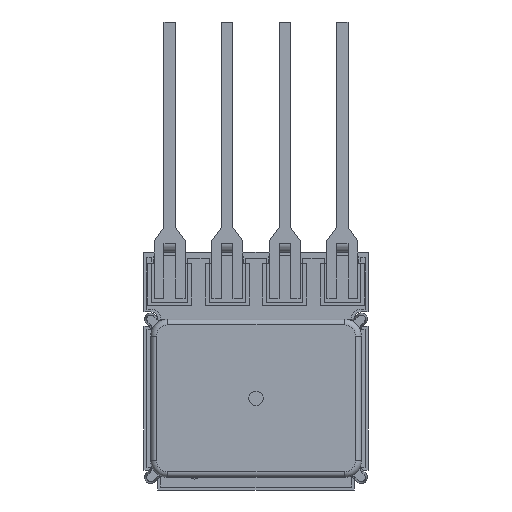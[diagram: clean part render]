
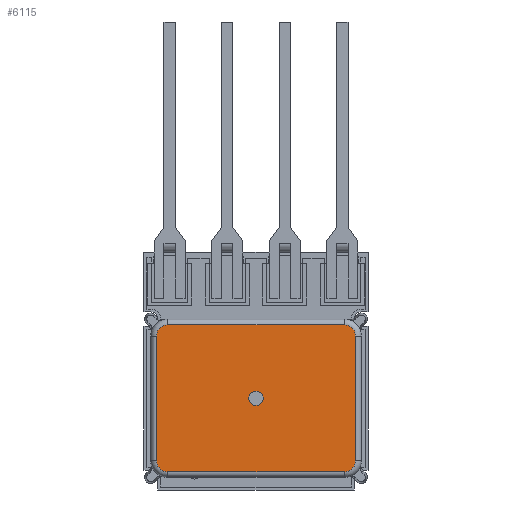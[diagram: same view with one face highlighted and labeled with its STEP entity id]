
A CAD part, front view. The second image highlights one B-rep face of the part: STEP entity #6115.
In plain terms, the highlighted face is planar.
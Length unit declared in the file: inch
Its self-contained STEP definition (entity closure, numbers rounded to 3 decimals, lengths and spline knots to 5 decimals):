
#152 = CARTESIAN_POINT ( 'NONE',  ( 0.17307, 0.1063, -0.10807 ) ) ;
#161 = CARTESIAN_POINT ( 'NONE',  ( -0.15354, 0.1063, -0.1276 ) ) ;
#162 = CARTESIAN_POINT ( 'NONE',  ( -0.17307, 0.1063, -0.10807 ) ) ;
#170 = CARTESIAN_POINT ( 'NONE',  ( 0.15354, 0.1063, 0.1276 ) ) ;
#181 = CARTESIAN_POINT ( 'NONE',  ( -0.15354, 0.1063, 0.1276 ) ) ;
#186 = CARTESIAN_POINT ( 'NONE',  ( 0.15354, 0.1063, -0.1276 ) ) ;
#190 = CARTESIAN_POINT ( 'NONE',  ( -0.17307, 0.1063, 0.10807 ) ) ;
#405 = CARTESIAN_POINT ( 'NONE',  ( 0.17307, 0.1063, 0.10807 ) ) ;
#732 = AXIS2_PLACEMENT_3D ( 'NONE', #4074, #4092, #4121 ) ;
#2006 = FACE_OUTER_BOUND ( 'NONE', #6524, .T. ) ;
#2013 = FACE_BOUND ( 'NONE', #6504, .T. ) ;
#2757 = LINE ( 'NONE', #7524, #2762 ) ;
#2760 = CIRCLE ( 'NONE', #5967, 0.01953 ) ;
#2762 = VECTOR ( 'NONE', #7529, 39.37008 ) ;
#2783 = CIRCLE ( 'NONE', #5979, 0.01953 ) ;
#2801 = LINE ( 'NONE', #7633, #2815 ) ;
#2810 = LINE ( 'NONE', #7556, #2812 ) ;
#2812 = VECTOR ( 'NONE', #7550, 39.37008 ) ;
#2815 = VECTOR ( 'NONE', #7599, 39.37008 ) ;
#2830 = CIRCLE ( 'NONE', #5977, 0.01953 ) ;
#2831 = CIRCLE ( 'NONE', #5981, 0.0125 ) ;
#2842 = VECTOR ( 'NONE', #7635, 39.37008 ) ;
#2844 = CIRCLE ( 'NONE', #6008, 0.01953 ) ;
#2857 = LINE ( 'NONE', #7606, #2842 ) ;
#2951 = CIRCLE ( 'NONE', #5991, 0.0125 ) ;
#4059 = PLANE ( 'NONE',  #732 ) ;
#4074 = CARTESIAN_POINT ( 'NONE',  ( -0.15354, 0.1063, 0.10807 ) ) ;
#4092 = DIRECTION ( 'NONE',  ( 0., 1., 0. ) ) ;
#4121 = DIRECTION ( 'NONE',  ( 0., 0., 1. ) ) ;
#4189 = CARTESIAN_POINT ( 'NONE',  ( 0., 0.1063, -0.0125 ) ) ;
#4210 = CARTESIAN_POINT ( 'NONE',  ( 0., 0.1063, 0.0125 ) ) ;
#4952 = EDGE_CURVE ( 'NONE', #11402, #11423, #2760, .T. ) ;
#4956 = EDGE_CURVE ( 'NONE', #11381, #11432, #2757, .T. ) ;
#4963 = EDGE_CURVE ( 'NONE', #11407, #11402, #2810, .T. ) ;
#4975 = EDGE_CURVE ( 'NONE', #11404, #11407, #2783, .T. ) ;
#4996 = EDGE_CURVE ( 'NONE', #11426, #11404, #2801, .T. ) ;
#4998 = EDGE_CURVE ( 'NONE', #8288, #8242, #2831, .T. ) ;
#5002 = EDGE_CURVE ( 'NONE', #11423, #11392, #2857, .T. ) ;
#5008 = EDGE_CURVE ( 'NONE', #11432, #11426, #2830, .T. ) ;
#5029 = EDGE_CURVE ( 'NONE', #11392, #11381, #2844, .T. ) ;
#5095 = EDGE_CURVE ( 'NONE', #8242, #8288, #2951, .T. ) ;
#5967 = AXIS2_PLACEMENT_3D ( 'NONE', #7472, #7511, #7496 ) ;
#5977 = AXIS2_PLACEMENT_3D ( 'NONE', #7644, #7675, #7684 ) ;
#5979 = AXIS2_PLACEMENT_3D ( 'NONE', #7548, #7580, #7581 ) ;
#5981 = AXIS2_PLACEMENT_3D ( 'NONE', #7627, #7608, #7617 ) ;
#5991 = AXIS2_PLACEMENT_3D ( 'NONE', #7861, #7874, #7856 ) ;
#6008 = AXIS2_PLACEMENT_3D ( 'NONE', #7700, #7722, #7687 ) ;
#6115 = ADVANCED_FACE ( 'NONE', ( #2013, #2006 ), #4059, .T. ) ;
#6504 = EDGE_LOOP ( 'NONE', ( #14204, #14210 ) ) ;
#6524 = EDGE_LOOP ( 'NONE', ( #14183, #14185, #14243, #14217, #14194, #14186, #14228, #14241 ) ) ;
#7472 = CARTESIAN_POINT ( 'NONE',  ( -0.15354, 0.1063, 0.10807 ) ) ;
#7496 = DIRECTION ( 'NONE',  ( 0., 0., 1. ) ) ;
#7511 = DIRECTION ( 'NONE',  ( 0., 1., 0. ) ) ;
#7524 = CARTESIAN_POINT ( 'NONE',  ( 0.17307, 0.1063, -0.10807 ) ) ;
#7529 = DIRECTION ( 'NONE',  ( 0., 0., -1. ) ) ;
#7548 = CARTESIAN_POINT ( 'NONE',  ( -0.15354, 0.1063, -0.10807 ) ) ;
#7550 = DIRECTION ( 'NONE',  ( 0., 0., 1. ) ) ;
#7556 = CARTESIAN_POINT ( 'NONE',  ( -0.17307, 0.1063, 0.10807 ) ) ;
#7580 = DIRECTION ( 'NONE',  ( 0., 1., 0. ) ) ;
#7581 = DIRECTION ( 'NONE',  ( 0., 0., 1. ) ) ;
#7599 = DIRECTION ( 'NONE',  ( -1., 0., 0. ) ) ;
#7606 = CARTESIAN_POINT ( 'NONE',  ( 0.15354, 0.1063, 0.1276 ) ) ;
#7608 = DIRECTION ( 'NONE',  ( 0., 1., 0. ) ) ;
#7617 = DIRECTION ( 'NONE',  ( 0., 0., 1. ) ) ;
#7627 = CARTESIAN_POINT ( 'NONE',  ( 0., 0.1063, 0. ) ) ;
#7633 = CARTESIAN_POINT ( 'NONE',  ( -0.15354, 0.1063, -0.1276 ) ) ;
#7635 = DIRECTION ( 'NONE',  ( 1., 0., 0. ) ) ;
#7644 = CARTESIAN_POINT ( 'NONE',  ( 0.15354, 0.1063, -0.10807 ) ) ;
#7675 = DIRECTION ( 'NONE',  ( 0., 1., 0. ) ) ;
#7684 = DIRECTION ( 'NONE',  ( 0., 0., 1. ) ) ;
#7687 = DIRECTION ( 'NONE',  ( 0., 0., 1. ) ) ;
#7700 = CARTESIAN_POINT ( 'NONE',  ( 0.15354, 0.1063, 0.10807 ) ) ;
#7722 = DIRECTION ( 'NONE',  ( 0., 1., 0. ) ) ;
#7856 = DIRECTION ( 'NONE',  ( 0., 0., 1. ) ) ;
#7861 = CARTESIAN_POINT ( 'NONE',  ( 0., 0.1063, 0. ) ) ;
#7874 = DIRECTION ( 'NONE',  ( 0., 1., 0. ) ) ;
#8242 = VERTEX_POINT ( 'NONE', #4189 ) ;
#8288 = VERTEX_POINT ( 'NONE', #4210 ) ;
#11381 = VERTEX_POINT ( 'NONE', #405 ) ;
#11392 = VERTEX_POINT ( 'NONE', #170 ) ;
#11402 = VERTEX_POINT ( 'NONE', #190 ) ;
#11404 = VERTEX_POINT ( 'NONE', #161 ) ;
#11407 = VERTEX_POINT ( 'NONE', #162 ) ;
#11423 = VERTEX_POINT ( 'NONE', #181 ) ;
#11426 = VERTEX_POINT ( 'NONE', #186 ) ;
#11432 = VERTEX_POINT ( 'NONE', #152 ) ;
#14183 = ORIENTED_EDGE ( 'NONE', *, *, #4963, .T. ) ;
#14185 = ORIENTED_EDGE ( 'NONE', *, *, #4952, .T. ) ;
#14186 = ORIENTED_EDGE ( 'NONE', *, *, #5008, .T. ) ;
#14194 = ORIENTED_EDGE ( 'NONE', *, *, #4956, .T. ) ;
#14204 = ORIENTED_EDGE ( 'NONE', *, *, #4998, .F. ) ;
#14210 = ORIENTED_EDGE ( 'NONE', *, *, #5095, .F. ) ;
#14217 = ORIENTED_EDGE ( 'NONE', *, *, #5029, .T. ) ;
#14228 = ORIENTED_EDGE ( 'NONE', *, *, #4996, .T. ) ;
#14241 = ORIENTED_EDGE ( 'NONE', *, *, #4975, .T. ) ;
#14243 = ORIENTED_EDGE ( 'NONE', *, *, #5002, .T. ) ;
